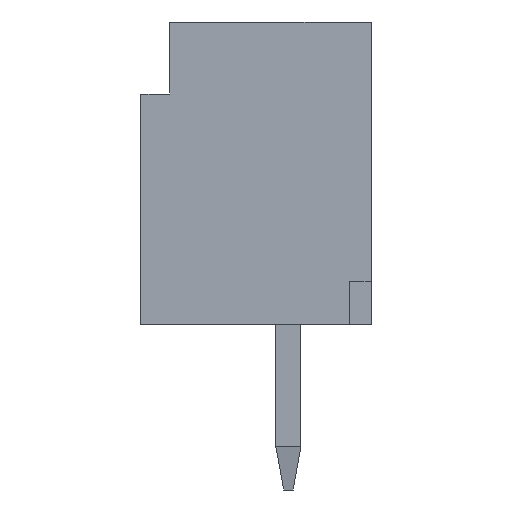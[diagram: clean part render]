
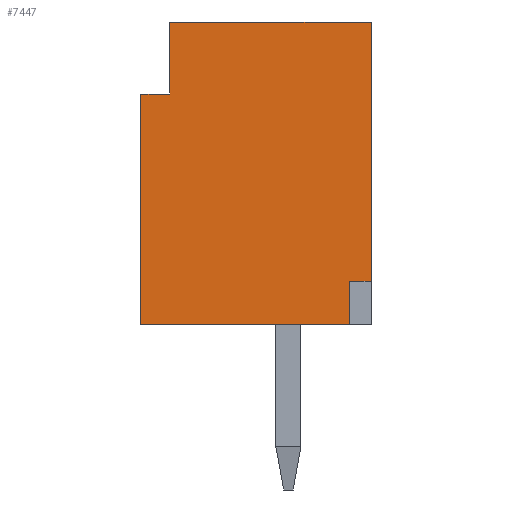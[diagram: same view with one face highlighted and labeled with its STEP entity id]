
A CAD part, left-side view. The second image highlights one B-rep face of the part: STEP entity #7447.
In plain terms, the highlighted planar face has unit normal (-1, 0, 0).
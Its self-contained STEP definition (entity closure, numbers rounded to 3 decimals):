
#111 = PLANE('',#112);
#112 = AXIS2_PLACEMENT_3D('',#113,#114,#115);
#113 = CARTESIAN_POINT('',(14.,-1.15,0.));
#114 = DIRECTION('',(0.,-1.,0.));
#115 = DIRECTION('',(0.,0.,1.));
#139 = PLANE('',#140);
#140 = AXIS2_PLACEMENT_3D('',#141,#142,#143);
#141 = CARTESIAN_POINT('',(14.,-1.15,4.2));
#142 = DIRECTION('',(0.,0.,1.));
#143 = DIRECTION('',(0.,1.,0.));
#223 = PLANE('',#224);
#224 = AXIS2_PLACEMENT_3D('',#225,#226,#227);
#225 = CARTESIAN_POINT('',(14.,2.05,4.2));
#226 = DIRECTION('',(0.,1.,0.));
#227 = DIRECTION('',(0.,0.,-1.));
#1555 = PLANE('',#1556);
#1556 = AXIS2_PLACEMENT_3D('',#1557,#1558,#1559);
#1557 = CARTESIAN_POINT('',(14.,2.05,0.));
#1558 = DIRECTION('',(0.,0.,-1.));
#1559 = DIRECTION('',(0.,-1.,0.));
#1596 = VERTEX_POINT('',#1597);
#1597 = CARTESIAN_POINT('',(-1.5,-1.15,0.6));
#1611 = PLANE('',#1612);
#1612 = AXIS2_PLACEMENT_3D('',#1613,#1614,#1615);
#1613 = CARTESIAN_POINT('',(-0.925,-1.15,0.6));
#1614 = DIRECTION('',(0.,0.,1.));
#1615 = DIRECTION('',(-1.,0.,0.));
#1623 = EDGE_CURVE('',#1596,#1624,#1626,.T.);
#1624 = VERTEX_POINT('',#1625);
#1625 = CARTESIAN_POINT('',(-1.5,-1.15,4.2));
#1626 = SURFACE_CURVE('',#1627,(#1631,#1638),.PCURVE_S1.);
#1627 = LINE('',#1628,#1629);
#1628 = CARTESIAN_POINT('',(-1.5,-1.15,0.6));
#1629 = VECTOR('',#1630,1.);
#1630 = DIRECTION('',(0.,0.,1.));
#1631 = PCURVE('',#111,#1632);
#1632 = DEFINITIONAL_REPRESENTATION('',(#1633),#1637);
#1633 = LINE('',#1634,#1635);
#1634 = CARTESIAN_POINT('',(0.6,15.5));
#1635 = VECTOR('',#1636,1.);
#1636 = DIRECTION('',(1.,0.));
#1637 = ( GEOMETRIC_REPRESENTATION_CONTEXT(2) 
PARAMETRIC_REPRESENTATION_CONTEXT() REPRESENTATION_CONTEXT('2D SPACE',''
  ) );
#1638 = PCURVE('',#1639,#1644);
#1639 = PLANE('',#1640);
#1640 = AXIS2_PLACEMENT_3D('',#1641,#1642,#1643);
#1641 = CARTESIAN_POINT('',(-1.5,0.45,2.1));
#1642 = DIRECTION('',(-1.,0.,0.));
#1643 = DIRECTION('',(0.,0.,-1.));
#1644 = DEFINITIONAL_REPRESENTATION('',(#1645),#1649);
#1645 = LINE('',#1646,#1647);
#1646 = CARTESIAN_POINT('',(1.5,1.6));
#1647 = VECTOR('',#1648,1.);
#1648 = DIRECTION('',(-1.,0.));
#1649 = ( GEOMETRIC_REPRESENTATION_CONTEXT(2) 
PARAMETRIC_REPRESENTATION_CONTEXT() REPRESENTATION_CONTEXT('2D SPACE',''
  ) );
#2282 = EDGE_CURVE('',#1624,#2283,#2285,.T.);
#2283 = VERTEX_POINT('',#2284);
#2284 = CARTESIAN_POINT('',(-1.5,1.65,4.2));
#2285 = SURFACE_CURVE('',#2286,(#2290,#2297),.PCURVE_S1.);
#2286 = LINE('',#2287,#2288);
#2287 = CARTESIAN_POINT('',(-1.5,-1.15,4.2));
#2288 = VECTOR('',#2289,1.);
#2289 = DIRECTION('',(0.,1.,0.));
#2290 = PCURVE('',#139,#2291);
#2291 = DEFINITIONAL_REPRESENTATION('',(#2292),#2296);
#2292 = LINE('',#2293,#2294);
#2293 = CARTESIAN_POINT('',(0.,15.5));
#2294 = VECTOR('',#2295,1.);
#2295 = DIRECTION('',(1.,0.));
#2296 = ( GEOMETRIC_REPRESENTATION_CONTEXT(2) 
PARAMETRIC_REPRESENTATION_CONTEXT() REPRESENTATION_CONTEXT('2D SPACE',''
  ) );
#2297 = PCURVE('',#1639,#2298);
#2298 = DEFINITIONAL_REPRESENTATION('',(#2299),#2303);
#2299 = LINE('',#2300,#2301);
#2300 = CARTESIAN_POINT('',(-2.1,1.6));
#2301 = VECTOR('',#2302,1.);
#2302 = DIRECTION('',(0.,-1.));
#2303 = ( GEOMETRIC_REPRESENTATION_CONTEXT(2) 
PARAMETRIC_REPRESENTATION_CONTEXT() REPRESENTATION_CONTEXT('2D SPACE',''
  ) );
#2321 = PLANE('',#2322);
#2322 = AXIS2_PLACEMENT_3D('',#2323,#2324,#2325);
#2323 = CARTESIAN_POINT('',(13.4,1.65,4.2));
#2324 = DIRECTION('',(0.,1.,0.));
#2325 = DIRECTION('',(-1.,0.,0.));
#2751 = VERTEX_POINT('',#2752);
#2752 = CARTESIAN_POINT('',(-1.5,2.05,3.2));
#2766 = PLANE('',#2767);
#2767 = AXIS2_PLACEMENT_3D('',#2768,#2769,#2770);
#2768 = CARTESIAN_POINT('',(-0.55,2.05,3.2));
#2769 = DIRECTION('',(0.,0.,-1.));
#2770 = DIRECTION('',(-1.,0.,0.));
#2778 = EDGE_CURVE('',#2751,#2779,#2781,.T.);
#2779 = VERTEX_POINT('',#2780);
#2780 = CARTESIAN_POINT('',(-1.5,2.05,0.));
#2781 = SURFACE_CURVE('',#2782,(#2786,#2793),.PCURVE_S1.);
#2782 = LINE('',#2783,#2784);
#2783 = CARTESIAN_POINT('',(-1.5,2.05,3.2));
#2784 = VECTOR('',#2785,1.);
#2785 = DIRECTION('',(0.,0.,-1.));
#2786 = PCURVE('',#223,#2787);
#2787 = DEFINITIONAL_REPRESENTATION('',(#2788),#2792);
#2788 = LINE('',#2789,#2790);
#2789 = CARTESIAN_POINT('',(1.,15.5));
#2790 = VECTOR('',#2791,1.);
#2791 = DIRECTION('',(1.,0.));
#2792 = ( GEOMETRIC_REPRESENTATION_CONTEXT(2) 
PARAMETRIC_REPRESENTATION_CONTEXT() REPRESENTATION_CONTEXT('2D SPACE',''
  ) );
#2793 = PCURVE('',#1639,#2794);
#2794 = DEFINITIONAL_REPRESENTATION('',(#2795),#2799);
#2795 = LINE('',#2796,#2797);
#2796 = CARTESIAN_POINT('',(-1.1,-1.6));
#2797 = VECTOR('',#2798,1.);
#2798 = DIRECTION('',(1.,0.));
#2799 = ( GEOMETRIC_REPRESENTATION_CONTEXT(2) 
PARAMETRIC_REPRESENTATION_CONTEXT() REPRESENTATION_CONTEXT('2D SPACE',''
  ) );
#7277 = EDGE_CURVE('',#2779,#7278,#7280,.T.);
#7278 = VERTEX_POINT('',#7279);
#7279 = CARTESIAN_POINT('',(-1.5,-0.85,0.));
#7280 = SURFACE_CURVE('',#7281,(#7285,#7292),.PCURVE_S1.);
#7281 = LINE('',#7282,#7283);
#7282 = CARTESIAN_POINT('',(-1.5,2.05,0.));
#7283 = VECTOR('',#7284,1.);
#7284 = DIRECTION('',(0.,-1.,0.));
#7285 = PCURVE('',#1555,#7286);
#7286 = DEFINITIONAL_REPRESENTATION('',(#7287),#7291);
#7287 = LINE('',#7288,#7289);
#7288 = CARTESIAN_POINT('',(0.,15.5));
#7289 = VECTOR('',#7290,1.);
#7290 = DIRECTION('',(1.,0.));
#7291 = ( GEOMETRIC_REPRESENTATION_CONTEXT(2) 
PARAMETRIC_REPRESENTATION_CONTEXT() REPRESENTATION_CONTEXT('2D SPACE',''
  ) );
#7292 = PCURVE('',#1639,#7293);
#7293 = DEFINITIONAL_REPRESENTATION('',(#7294),#7298);
#7294 = LINE('',#7295,#7296);
#7295 = CARTESIAN_POINT('',(2.1,-1.6));
#7296 = VECTOR('',#7297,1.);
#7297 = DIRECTION('',(0.,1.));
#7298 = ( GEOMETRIC_REPRESENTATION_CONTEXT(2) 
PARAMETRIC_REPRESENTATION_CONTEXT() REPRESENTATION_CONTEXT('2D SPACE',''
  ) );
#7316 = PLANE('',#7317);
#7317 = AXIS2_PLACEMENT_3D('',#7318,#7319,#7320);
#7318 = CARTESIAN_POINT('',(14.,-0.85,0.));
#7319 = DIRECTION('',(0.,-1.,0.));
#7320 = DIRECTION('',(1.,0.,0.));
#7402 = EDGE_CURVE('',#1596,#7403,#7405,.T.);
#7403 = VERTEX_POINT('',#7404);
#7404 = CARTESIAN_POINT('',(-1.5,-0.85,0.6));
#7405 = SURFACE_CURVE('',#7406,(#7410,#7417),.PCURVE_S1.);
#7406 = LINE('',#7407,#7408);
#7407 = CARTESIAN_POINT('',(-1.5,-1.15,0.6));
#7408 = VECTOR('',#7409,1.);
#7409 = DIRECTION('',(0.,1.,0.));
#7410 = PCURVE('',#1611,#7411);
#7411 = DEFINITIONAL_REPRESENTATION('',(#7412),#7416);
#7412 = LINE('',#7413,#7414);
#7413 = CARTESIAN_POINT('',(0.575,0.));
#7414 = VECTOR('',#7415,1.);
#7415 = DIRECTION('',(0.,-1.));
#7416 = ( GEOMETRIC_REPRESENTATION_CONTEXT(2) 
PARAMETRIC_REPRESENTATION_CONTEXT() REPRESENTATION_CONTEXT('2D SPACE',''
  ) );
#7417 = PCURVE('',#1639,#7418);
#7418 = DEFINITIONAL_REPRESENTATION('',(#7419),#7423);
#7419 = LINE('',#7420,#7421);
#7420 = CARTESIAN_POINT('',(1.5,1.6));
#7421 = VECTOR('',#7422,1.);
#7422 = DIRECTION('',(0.,-1.));
#7423 = ( GEOMETRIC_REPRESENTATION_CONTEXT(2) 
PARAMETRIC_REPRESENTATION_CONTEXT() REPRESENTATION_CONTEXT('2D SPACE',''
  ) );
#7447 = ADVANCED_FACE('',(#7448),#1639,.T.);
#7448 = FACE_BOUND('',#7449,.F.);
#7449 = EDGE_LOOP('',(#7450,#7451,#7452,#7473,#7474,#7475,#7498,#7519));
#7450 = ORIENTED_EDGE('',*,*,#1623,.F.);
#7451 = ORIENTED_EDGE('',*,*,#7402,.T.);
#7452 = ORIENTED_EDGE('',*,*,#7453,.F.);
#7453 = EDGE_CURVE('',#7278,#7403,#7454,.T.);
#7454 = SURFACE_CURVE('',#7455,(#7459,#7466),.PCURVE_S1.);
#7455 = LINE('',#7456,#7457);
#7456 = CARTESIAN_POINT('',(-1.5,-0.85,0.));
#7457 = VECTOR('',#7458,1.);
#7458 = DIRECTION('',(0.,0.,1.));
#7459 = PCURVE('',#1639,#7460);
#7460 = DEFINITIONAL_REPRESENTATION('',(#7461),#7465);
#7461 = LINE('',#7462,#7463);
#7462 = CARTESIAN_POINT('',(2.1,1.3));
#7463 = VECTOR('',#7464,1.);
#7464 = DIRECTION('',(-1.,0.));
#7465 = ( GEOMETRIC_REPRESENTATION_CONTEXT(2) 
PARAMETRIC_REPRESENTATION_CONTEXT() REPRESENTATION_CONTEXT('2D SPACE',''
  ) );
#7466 = PCURVE('',#7316,#7467);
#7467 = DEFINITIONAL_REPRESENTATION('',(#7468),#7472);
#7468 = LINE('',#7469,#7470);
#7469 = CARTESIAN_POINT('',(-15.5,0.));
#7470 = VECTOR('',#7471,1.);
#7471 = DIRECTION('',(0.,1.));
#7472 = ( GEOMETRIC_REPRESENTATION_CONTEXT(2) 
PARAMETRIC_REPRESENTATION_CONTEXT() REPRESENTATION_CONTEXT('2D SPACE',''
  ) );
#7473 = ORIENTED_EDGE('',*,*,#7277,.F.);
#7474 = ORIENTED_EDGE('',*,*,#2778,.F.);
#7475 = ORIENTED_EDGE('',*,*,#7476,.T.);
#7476 = EDGE_CURVE('',#2751,#7477,#7479,.T.);
#7477 = VERTEX_POINT('',#7478);
#7478 = CARTESIAN_POINT('',(-1.5,1.65,3.2));
#7479 = SURFACE_CURVE('',#7480,(#7484,#7491),.PCURVE_S1.);
#7480 = LINE('',#7481,#7482);
#7481 = CARTESIAN_POINT('',(-1.5,2.05,3.2));
#7482 = VECTOR('',#7483,1.);
#7483 = DIRECTION('',(0.,-1.,0.));
#7484 = PCURVE('',#1639,#7485);
#7485 = DEFINITIONAL_REPRESENTATION('',(#7486),#7490);
#7486 = LINE('',#7487,#7488);
#7487 = CARTESIAN_POINT('',(-1.1,-1.6));
#7488 = VECTOR('',#7489,1.);
#7489 = DIRECTION('',(0.,1.));
#7490 = ( GEOMETRIC_REPRESENTATION_CONTEXT(2) 
PARAMETRIC_REPRESENTATION_CONTEXT() REPRESENTATION_CONTEXT('2D SPACE',''
  ) );
#7491 = PCURVE('',#2766,#7492);
#7492 = DEFINITIONAL_REPRESENTATION('',(#7493),#7497);
#7493 = LINE('',#7494,#7495);
#7494 = CARTESIAN_POINT('',(0.95,0.));
#7495 = VECTOR('',#7496,1.);
#7496 = DIRECTION('',(0.,-1.));
#7497 = ( GEOMETRIC_REPRESENTATION_CONTEXT(2) 
PARAMETRIC_REPRESENTATION_CONTEXT() REPRESENTATION_CONTEXT('2D SPACE',''
  ) );
#7498 = ORIENTED_EDGE('',*,*,#7499,.F.);
#7499 = EDGE_CURVE('',#2283,#7477,#7500,.T.);
#7500 = SURFACE_CURVE('',#7501,(#7505,#7512),.PCURVE_S1.);
#7501 = LINE('',#7502,#7503);
#7502 = CARTESIAN_POINT('',(-1.5,1.65,4.2));
#7503 = VECTOR('',#7504,1.);
#7504 = DIRECTION('',(0.,0.,-1.));
#7505 = PCURVE('',#1639,#7506);
#7506 = DEFINITIONAL_REPRESENTATION('',(#7507),#7511);
#7507 = LINE('',#7508,#7509);
#7508 = CARTESIAN_POINT('',(-2.1,-1.2));
#7509 = VECTOR('',#7510,1.);
#7510 = DIRECTION('',(1.,0.));
#7511 = ( GEOMETRIC_REPRESENTATION_CONTEXT(2) 
PARAMETRIC_REPRESENTATION_CONTEXT() REPRESENTATION_CONTEXT('2D SPACE',''
  ) );
#7512 = PCURVE('',#2321,#7513);
#7513 = DEFINITIONAL_REPRESENTATION('',(#7514),#7518);
#7514 = LINE('',#7515,#7516);
#7515 = CARTESIAN_POINT('',(14.9,0.));
#7516 = VECTOR('',#7517,1.);
#7517 = DIRECTION('',(0.,-1.));
#7518 = ( GEOMETRIC_REPRESENTATION_CONTEXT(2) 
PARAMETRIC_REPRESENTATION_CONTEXT() REPRESENTATION_CONTEXT('2D SPACE',''
  ) );
#7519 = ORIENTED_EDGE('',*,*,#2282,.F.);
